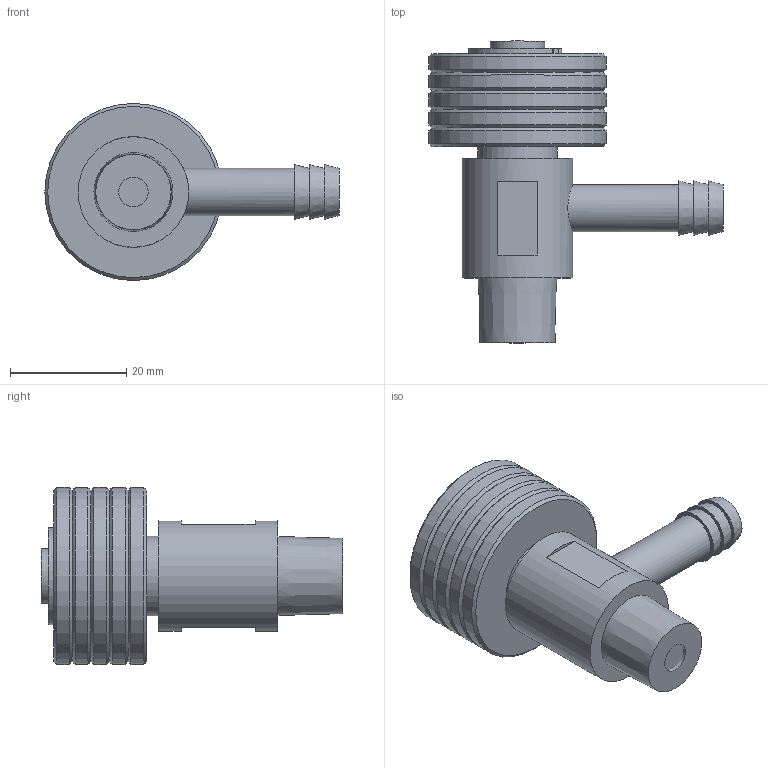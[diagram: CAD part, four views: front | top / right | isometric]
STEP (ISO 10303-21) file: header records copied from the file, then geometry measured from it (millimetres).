
FILE_DESCRIPTION((''),'2;1');
FILE_NAME('OFSV90N.stp','2013-11-25T16:05:22',('Administrator'),(''),'Autodesk Inventor 2010','Autodesk Inventor 2010','');
FILE_SCHEMA(('AUTOMOTIVE_DESIGN { 1 0 10303 214 1 1 1 1 }'));
Length unit declared in the file: inch
Products named in the file (1): OFSV90N_Shrinkwrap_1
Bounding box: 50.64 x 51.94 x 30.48 mm (x, y, z)
Surface area: 8538.1 mm2 (no closed solid volume)
Topology: 0 solids, 10 shells, 67 faces, 155 edges, 101 vertices
Faces by surface type: plane 27, cylinder 26, cone 14
Full cylindrical faces by diameter (mm): 4.699 x1, 5.08 x1, 7.696 x1, 7.874 x1, 8.128 x1, 9.017 x1, 9.398 x2, 9.525 x1, 9.906 x1, 13.716 x1, 19.05 x1, 30.48 x5
Entity records: 1990 total; most frequent: CARTESIAN_POINT 427, DIRECTION 328, ORIENTED_EDGE 209, AXIS2_PLACEMENT_3D 145, EDGE_CURVE 120, EDGE_LOOP 113, VERTEX_POINT 98, CIRCLE 77
